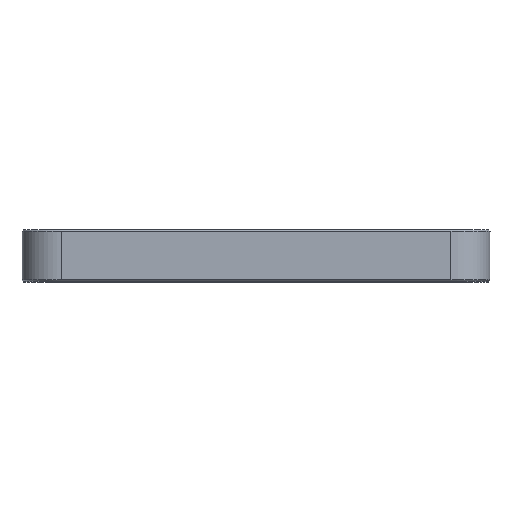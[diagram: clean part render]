
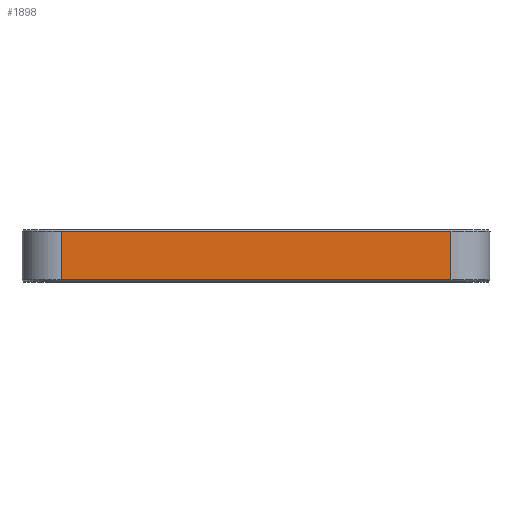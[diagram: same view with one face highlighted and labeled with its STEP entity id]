
A CAD part, top view. The second image highlights one B-rep face of the part: STEP entity #1898.
In plain terms, the highlighted planar face has unit normal (0, 0, 1).
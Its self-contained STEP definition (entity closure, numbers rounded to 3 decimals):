
#91 = CARTESIAN_POINT ( 'NONE',  ( 26.45, -3.3, 31.75 ) ) ;
#127 = EDGE_CURVE ( 'NONE', #2212, #927, #218, .T. ) ;
#172 = AXIS2_PLACEMENT_3D ( 'NONE', #3149, #3143, #3142 ) ;
#218 = B_SPLINE_CURVE_WITH_KNOTS ( 'NONE', 3,
 ( #2839, #2394, #2311, #2312 ),
 .UNSPECIFIED., .F., .F.,
 ( 4, 4 ),
 ( 0., 1. ),
 .UNSPECIFIED. ) ;
#221 = VERTEX_POINT ( 'NONE', #1999 ) ;
#336 = EDGE_CURVE ( 'NONE', #221, #361, #1935, .T. ) ;
#361 = VERTEX_POINT ( 'NONE', #91 ) ;
#927 = VERTEX_POINT ( 'NONE', #2282 ) ;
#1276 = CARTESIAN_POINT ( 'NONE',  ( -8.817, -3.3, 31.75 ) ) ;
#1283 = CARTESIAN_POINT ( 'NONE',  ( -26.45, -3.3, 31.75 ) ) ;
#1441 = CARTESIAN_POINT ( 'NONE',  ( 8.817, -3.3, 31.75 ) ) ;
#1448 = CARTESIAN_POINT ( 'NONE',  ( 26.45, -3.3, 31.75 ) ) ;
#1468 = EDGE_LOOP ( 'NONE', ( #2760, #2764, #2767, #2770 ) ) ;
#1723 = EDGE_CURVE ( 'NONE', #927, #361, #2178, .T. ) ;
#1775 = EDGE_CURVE ( 'NONE', #2212, #221, #3236, .T. ) ;
#1898 = ADVANCED_FACE ( 'NONE', ( #1990 ), #3296, .T. ) ;
#1935 = B_SPLINE_CURVE_WITH_KNOTS ( 'NONE', 3,
 ( #1283, #1276, #1441, #1448 ),
 .UNSPECIFIED., .F., .F.,
 ( 4, 4 ),
 ( 0., 1. ),
 .UNSPECIFIED. ) ;
#1990 = FACE_OUTER_BOUND ( 'NONE', #1468, .T. ) ;
#1999 = CARTESIAN_POINT ( 'NONE',  ( -26.45, -3.3, 31.75 ) ) ;
#2178 = B_SPLINE_CURVE_WITH_KNOTS ( 'NONE', 3,
 ( #3514, #3532, #3505, #3502 ),
 .UNSPECIFIED., .F., .F.,
 ( 4, 4 ),
 ( 0., 1. ),
 .UNSPECIFIED. ) ;
#2212 = VERTEX_POINT ( 'NONE', #2720 ) ;
#2282 = CARTESIAN_POINT ( 'NONE',  ( 26.45, 3.3, 31.75 ) ) ;
#2311 = CARTESIAN_POINT ( 'NONE',  ( 8.817, 3.3, 31.75 ) ) ;
#2312 = CARTESIAN_POINT ( 'NONE',  ( 26.45, 3.3, 31.75 ) ) ;
#2394 = CARTESIAN_POINT ( 'NONE',  ( -8.817, 3.3, 31.75 ) ) ;
#2720 = CARTESIAN_POINT ( 'NONE',  ( -26.45, 3.3, 31.75 ) ) ;
#2760 = ORIENTED_EDGE ( 'NONE', *, *, #1723, .F. ) ;
#2764 = ORIENTED_EDGE ( 'NONE', *, *, #127, .F. ) ;
#2767 = ORIENTED_EDGE ( 'NONE', *, *, #1775, .T. ) ;
#2770 = ORIENTED_EDGE ( 'NONE', *, *, #336, .T. ) ;
#2839 = CARTESIAN_POINT ( 'NONE',  ( -26.45, 3.3, 31.75 ) ) ;
#3142 = DIRECTION ( 'NONE',  ( 1., 0., 0. ) ) ;
#3143 = DIRECTION ( 'NONE',  ( 0., 0., 1. ) ) ;
#3149 = CARTESIAN_POINT ( 'NONE',  ( -31.75, -3.5, 31.75 ) ) ;
#3236 = B_SPLINE_CURVE_WITH_KNOTS ( 'NONE', 3,
 ( #3465, #3469, #3455, #3452 ),
 .UNSPECIFIED., .F., .F.,
 ( 4, 4 ),
 ( 0., 1. ),
 .UNSPECIFIED. ) ;
#3296 = PLANE ( 'NONE',  #172 ) ;
#3452 = CARTESIAN_POINT ( 'NONE',  ( -26.45, -3.3, 31.75 ) ) ;
#3455 = CARTESIAN_POINT ( 'NONE',  ( -26.45, -1.1, 31.75 ) ) ;
#3465 = CARTESIAN_POINT ( 'NONE',  ( -26.45, 3.3, 31.75 ) ) ;
#3469 = CARTESIAN_POINT ( 'NONE',  ( -26.45, 1.1, 31.75 ) ) ;
#3502 = CARTESIAN_POINT ( 'NONE',  ( 26.45, -3.3, 31.75 ) ) ;
#3505 = CARTESIAN_POINT ( 'NONE',  ( 26.45, -1.1, 31.75 ) ) ;
#3514 = CARTESIAN_POINT ( 'NONE',  ( 26.45, 3.3, 31.75 ) ) ;
#3532 = CARTESIAN_POINT ( 'NONE',  ( 26.45, 1.1, 31.75 ) ) ;
